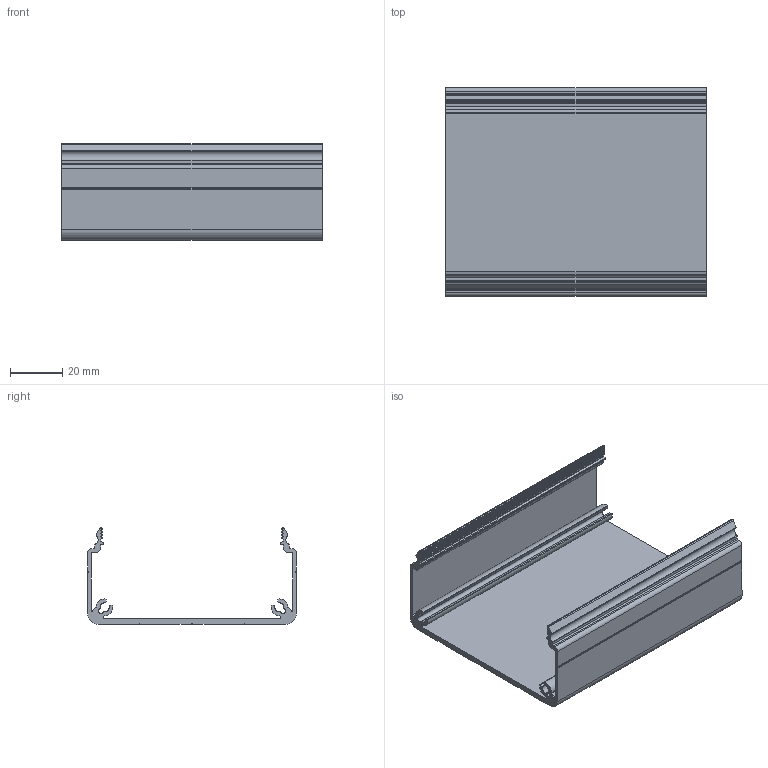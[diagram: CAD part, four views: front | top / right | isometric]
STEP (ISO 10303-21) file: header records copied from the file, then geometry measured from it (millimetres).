
FILE_DESCRIPTION(('STEP AP203'),'1');
FILE_NAME('SAFE00E1608.stp','2023-10-09T07:39:05',(' '),(' '),'Spatial InterOp 3D',' ',' ');
FILE_SCHEMA(('CONFIG_CONTROL_DESIGN'));
Length unit declared in the file: millimetre
Products named in the file (1): Goulotte U 80x40 D80 SE
Bounding box: 100 x 80 x 37.01 mm (x, y, z)
Volume: 33819.6 mm3; surface area: 36637 mm2
Topology: 1 solids, 1 shells, 172 faces, 510 edges, 340 vertices
Faces by surface type: cylinder 95, plane 77
Entity records: 5952 total; most frequent: DIRECTION 1046, CARTESIAN_POINT 1023, ORIENTED_EDGE 1020, EDGE_CURVE 510, AXIS2_PLACEMENT_3D 363, VERTEX_POINT 340, LINE 320, VECTOR 320
